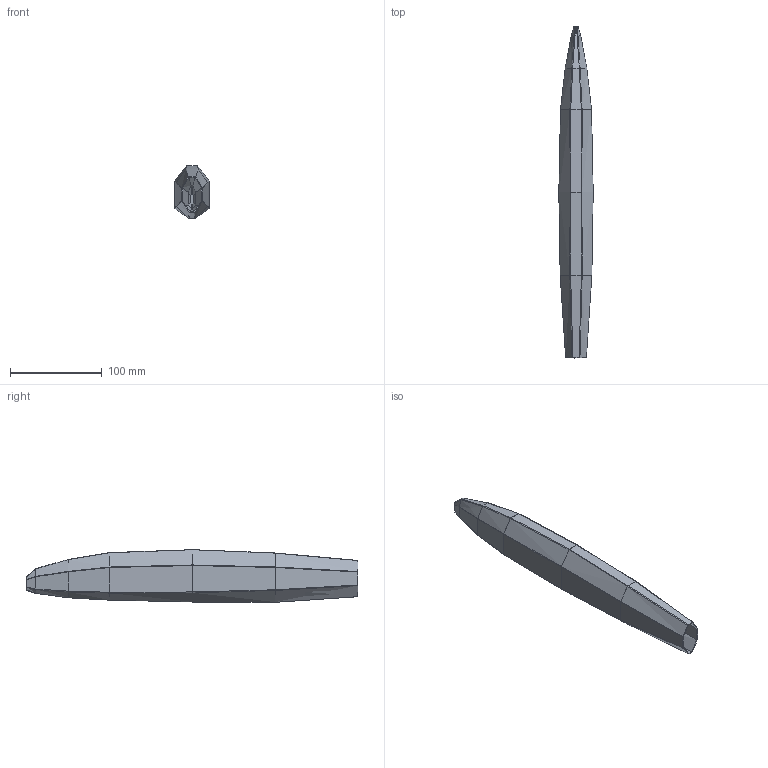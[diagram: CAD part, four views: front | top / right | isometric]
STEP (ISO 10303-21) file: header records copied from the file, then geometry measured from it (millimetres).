
FILE_DESCRIPTION(('FreeCAD Model'),'2;1');
FILE_NAME('Skin.step', '2020-05-10T13:16:26',('Author'),(''), 'Open CASCADE STEP processor 7.3','FreeCAD','Unknown');
FILE_SCHEMA(('AUTOMOTIVE_DESIGN { 1 0 10303 214 1 1 1 1 }'));
Length unit declared in the file: millimetre
Products named in the file (1): Skin
Bounding box: 37.36 x 361 x 57.22 mm (x, y, z)
Volume: 46534.5 mm3; surface area: 93169.3 mm2
Topology: 1 solids, 1 shells, 243 faces, 496 edges, 256 vertices
Faces by surface type: bspline 144, offset 48, sphere 48, plane 3
Entity records: 18981 total; most frequent: CARTESIAN_POINT 10798, ORIENTED_EDGE 992, PCURVE 992, DEFINITIONAL_REPRESENTATION 992, DIRECTION 856, LINE 752, VECTOR 752, B_SPLINE_CURVE_WITH_KNOTS 596
